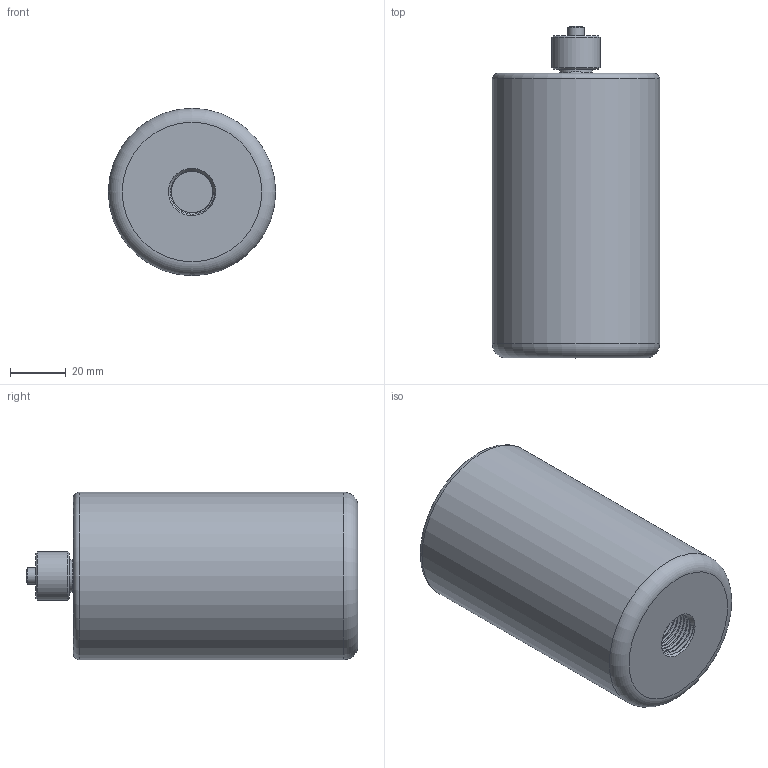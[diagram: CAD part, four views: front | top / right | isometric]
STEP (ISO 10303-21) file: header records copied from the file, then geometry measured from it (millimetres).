
FILE_DESCRIPTION (( 'STEP AP214' ), '1' );
FILE_NAME ('U001A01X1-PC.STEP', '2019-10-24T09:44:12', ( '' ), ( '' ), 'SwSTEP 2.0', 'SolidWorks 2020', '' );
FILE_SCHEMA (( 'AUTOMOTIVE_DESIGN' ));
Length unit declared in the file: millimetre
Products named in the file (3): U001 Body; Charging adaptor; U001A01X1-PC
Assembly tree (2 placements, depth 2):
  U001A01X1-PC
    U001 Body
    Charging adaptor
Bounding box: 60 x 119 x 60 mm (x, y, z)
Volume: 278600.4 mm3; surface area: 29156.2 mm2
Topology: 2 solids, 2 shells, 60 faces, 123 edges, 75 vertices
Faces by surface type: plane 33, cylinder 12, torus 7, bspline 4, cone 4
Full cylindrical faces by diameter (mm): 2.5 x2, 6 x1, 11.671 x2, 13 x1, 17 x1, 17.3 x1, 45 x1, 60 x1
Entity records: 3313 total; most frequent: CARTESIAN_POINT 2045, DIRECTION 246, ORIENTED_EDGE 194, AXIS2_PLACEMENT_3D 106, EDGE_CURVE 97, EDGE_LOOP 93, FACE_OUTER_BOUND 77, VERTEX_POINT 70
